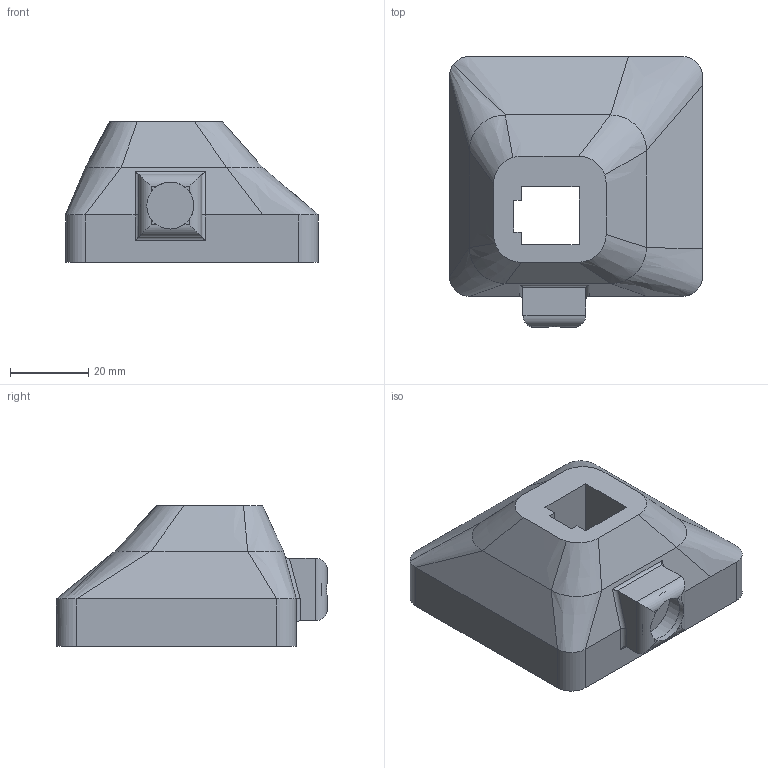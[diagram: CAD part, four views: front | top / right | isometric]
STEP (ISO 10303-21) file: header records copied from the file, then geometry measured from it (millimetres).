
FILE_DESCRIPTION(/* description */ (''),/* implementation_level */ '2;1');
FILE_NAME(/* name */ 'Top.step',/* time_stamp */ '2023-02-01T17:11:31-06:00',/* author */ (''),/* organization */ (''),/* preprocessor_version */ 'ST-DEVELOPER v19.2',/* originating_system */ 'Autodesk Translation Framework v11.17.0.187',/* authorisation */ '');
FILE_SCHEMA (('AUTOMOTIVE_DESIGN { 1 0 10303 214 3 1 1 }'));
Length unit declared in the file: millimetre
Products named in the file (1): Top
Bounding box: 64.58 x 69.22 x 35.87 mm (x, y, z)
Volume: 58116.9 mm3; surface area: 18877.8 mm2
Topology: 1 solids, 1 shells, 101 faces, 268 edges, 165 vertices
Faces by surface type: plane 66, cylinder 23, bspline 12
Full cylindrical faces by diameter (mm): 12 x1, 15.017 x1
Entity records: 3687 total; most frequent: CARTESIAN_POINT 1182, ORIENTED_EDGE 536, DIRECTION 474, EDGE_CURVE 268, LINE 208, VECTOR 208, VERTEX_POINT 165, AXIS2_PLACEMENT_3D 133
